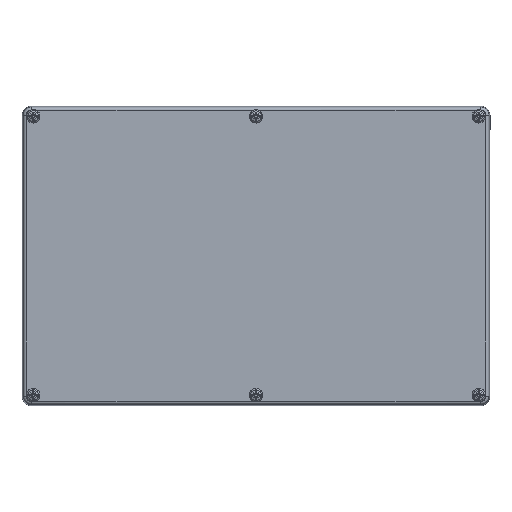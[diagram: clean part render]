
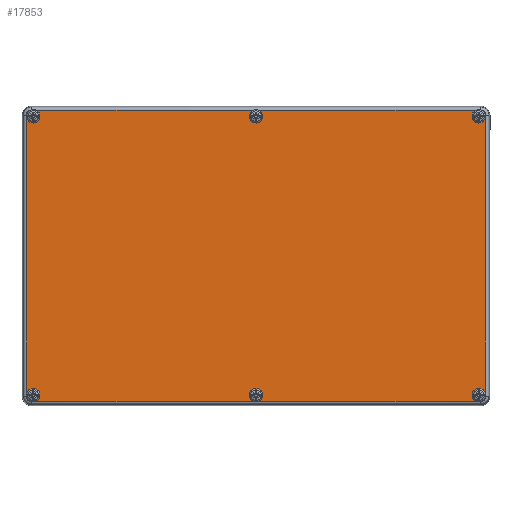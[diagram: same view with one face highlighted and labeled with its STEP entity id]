
A CAD part, top view. The second image highlights one B-rep face of the part: STEP entity #17853.
In plain terms, the highlighted face is planar.
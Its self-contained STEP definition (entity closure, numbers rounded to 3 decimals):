
#15671=CARTESIAN_POINT('',(117.704,-77.859,-75.));
#15672=VERTEX_POINT('',#15671);
#15686=CARTESIAN_POINT('',(120.351,-77.837,-75.0));
#15687=VERTEX_POINT('',#15686);
#15688=CARTESIAN_POINT('',(119.,-74.5,-75.0));
#15689=DIRECTION('',(0.0,0.0,1.0));
#15690=DIRECTION('',(1.0,0.0,0.0));
#15691=AXIS2_PLACEMENT_3D('',#15688,#15689,#15690);
#15692=CIRCLE('',#15691,3.6);
#15693=EDGE_CURVE('',#15687,#15672,#15692,.T.);
#15733=CARTESIAN_POINT('',(-1.296,-77.859,-75.0));
#15734=VERTEX_POINT('',#15733);
#15735=CARTESIAN_POINT('',(1.296,-77.859,-75.0));
#15736=VERTEX_POINT('',#15735);
#15750=CARTESIAN_POINT('',(0.,-74.5,-75.0));
#15751=DIRECTION('',(0.0,0.0,1.0));
#15752=DIRECTION('',(1.0,0.0,0.0));
#15753=AXIS2_PLACEMENT_3D('',#15750,#15751,#15752);
#15754=CIRCLE('',#15753,3.6);
#15755=EDGE_CURVE('',#15736,#15734,#15754,.T.);
#15790=CARTESIAN_POINT('',(-117.704,-77.859,-75.0));
#15791=VERTEX_POINT('',#15790);
#15803=CARTESIAN_POINT('',(-120.351,-77.837,-75.0));
#15804=VERTEX_POINT('',#15803);
#15812=CARTESIAN_POINT('',(-119.,-74.5,-75.0));
#15813=DIRECTION('',(0.0,0.0,1.0));
#15814=DIRECTION('',(1.0,0.0,0.0));
#15815=AXIS2_PLACEMENT_3D('',#15812,#15813,#15814);
#15816=CIRCLE('',#15815,3.6);
#15817=EDGE_CURVE('',#15791,#15804,#15816,.T.);
#15852=CARTESIAN_POINT('',(-120.351,77.837,-75.));
#15853=VERTEX_POINT('',#15852);
#15861=CARTESIAN_POINT('',(-117.704,77.859,-75.));
#15862=VERTEX_POINT('',#15861);
#15874=CARTESIAN_POINT('',(-119.,74.5,-75.0));
#15875=DIRECTION('',(0.0,0.0,1.0));
#15876=DIRECTION('',(1.0,0.0,0.0));
#15877=AXIS2_PLACEMENT_3D('',#15874,#15875,#15876);
#15878=CIRCLE('',#15877,3.6);
#15879=EDGE_CURVE('',#15853,#15862,#15878,.T.);
#15912=CARTESIAN_POINT('',(1.296,77.859,-75.));
#15913=VERTEX_POINT('',#15912);
#15914=CARTESIAN_POINT('',(-1.296,77.859,-75.));
#15915=VERTEX_POINT('',#15914);
#15929=CARTESIAN_POINT('',(0.,74.5,-75.0));
#15930=DIRECTION('',(0.0,0.0,1.0));
#15931=DIRECTION('',(1.0,0.0,0.0));
#15932=AXIS2_PLACEMENT_3D('',#15929,#15930,#15931);
#15933=CIRCLE('',#15932,3.6);
#15934=EDGE_CURVE('',#15915,#15913,#15933,.T.);
#15969=CARTESIAN_POINT('',(117.704,77.859,-75.0));
#15970=VERTEX_POINT('',#15969);
#15982=CARTESIAN_POINT('',(120.351,77.837,-75.0));
#15983=VERTEX_POINT('',#15982);
#15991=CARTESIAN_POINT('',(119.,74.5,-75.0));
#15992=DIRECTION('',(0.0,0.0,1.0));
#15993=DIRECTION('',(1.0,0.0,0.0));
#15994=AXIS2_PLACEMENT_3D('',#15991,#15992,#15993);
#15995=CIRCLE('',#15994,3.6);
#15996=EDGE_CURVE('',#15970,#15983,#15995,.T.);
#16055=CARTESIAN_POINT('',(-117.704,-77.859,-75.0));
#16056=DIRECTION('',(1.0,0.0,0.0));
#16057=VECTOR('',#16056,116.407);
#16058=LINE('',#16055,#16057);
#16059=EDGE_CURVE('',#15791,#15734,#16058,.T.);
#16062=CARTESIAN_POINT('',(1.296,-77.859,-75.0));
#16063=DIRECTION('',(1.0,0.0,0.0));
#16064=VECTOR('',#16063,116.407);
#16065=LINE('',#16062,#16064);
#16066=EDGE_CURVE('',#15736,#15672,#16065,.T.);
#17532=CARTESIAN_POINT('',(122.859,-75.,-75.0));
#17533=VERTEX_POINT('',#17532);
#17534=CARTESIAN_POINT('',(120.0,-75.,-75.0));
#17535=DIRECTION('',(0.0,0.0,1.0));
#17536=DIRECTION('',(0.707,-0.707,0.0));
#17537=AXIS2_PLACEMENT_3D('',#17534,#17535,#17536);
#17538=CIRCLE('',#17537,2.859);
#17539=EDGE_CURVE('',#15687,#17533,#17538,.T.);
#17566=CARTESIAN_POINT('',(122.859,75.,-75.0));
#17567=VERTEX_POINT('',#17566);
#17584=CARTESIAN_POINT('',(122.859,-75.,-75.0));
#17585=DIRECTION('',(0.0,1.0,0.0));
#17586=VECTOR('',#17585,150.);
#17587=LINE('',#17584,#17586);
#17588=EDGE_CURVE('',#17533,#17567,#17587,.T.);
#17616=CARTESIAN_POINT('',(120.0,75.,-75.0));
#17617=DIRECTION('',(0.0,0.0,1.0));
#17618=DIRECTION('',(0.707,0.707,0.0));
#17619=AXIS2_PLACEMENT_3D('',#17616,#17617,#17618);
#17620=CIRCLE('',#17619,2.859);
#17621=EDGE_CURVE('',#17567,#15983,#17620,.T.);
#17649=CARTESIAN_POINT('',(117.704,77.859,-75.0));
#17650=DIRECTION('',(-1.0,0.0,0.0));
#17651=VECTOR('',#17650,116.407);
#17652=LINE('',#17649,#17651);
#17653=EDGE_CURVE('',#15970,#15913,#17652,.T.);
#17656=CARTESIAN_POINT('',(-1.296,77.859,-75.0));
#17657=DIRECTION('',(-1.0,0.0,0.0));
#17658=VECTOR('',#17657,116.407);
#17659=LINE('',#17656,#17658);
#17660=EDGE_CURVE('',#15915,#15862,#17659,.T.);
#17671=CARTESIAN_POINT('',(-122.859,75.,-75.0));
#17672=VERTEX_POINT('',#17671);
#17673=CARTESIAN_POINT('',(-120.0,75.,-75.0));
#17674=DIRECTION('',(0.0,0.0,1.0));
#17675=DIRECTION('',(-0.707,0.707,0.0));
#17676=AXIS2_PLACEMENT_3D('',#17673,#17674,#17675);
#17677=CIRCLE('',#17676,2.859);
#17678=EDGE_CURVE('',#15853,#17672,#17677,.T.);
#17705=CARTESIAN_POINT('',(-122.859,-75.,-75.0));
#17706=VERTEX_POINT('',#17705);
#17723=CARTESIAN_POINT('',(-122.859,75.,-75.0));
#17724=DIRECTION('',(0.0,-1.0,0.0));
#17725=VECTOR('',#17724,150.);
#17726=LINE('',#17723,#17725);
#17727=EDGE_CURVE('',#17672,#17706,#17726,.T.);
#17747=CARTESIAN_POINT('',(-120.0,-75.,-75.0));
#17748=DIRECTION('',(0.0,0.0,1.0));
#17749=DIRECTION('',(-0.707,-0.707,0.0));
#17750=AXIS2_PLACEMENT_3D('',#17747,#17748,#17749);
#17751=CIRCLE('',#17750,2.859);
#17752=EDGE_CURVE('',#17706,#15804,#17751,.T.);
#17830=CARTESIAN_POINT('',(0.,0.,-75.0));
#17831=DIRECTION('',(0.0,0.0,1.0));
#17832=DIRECTION('',(1.0,0.0,0.0));
#17833=AXIS2_PLACEMENT_3D('',#17830,#17831,#17832);
#17834=PLANE('',#17833);
#17835=ORIENTED_EDGE('',*,*,#15693,.T.);
#17836=ORIENTED_EDGE('',*,*,#16066,.F.);
#17837=ORIENTED_EDGE('',*,*,#15755,.T.);
#17838=ORIENTED_EDGE('',*,*,#16059,.F.);
#17839=ORIENTED_EDGE('',*,*,#15817,.T.);
#17840=ORIENTED_EDGE('',*,*,#17752,.F.);
#17841=ORIENTED_EDGE('',*,*,#17727,.F.);
#17842=ORIENTED_EDGE('',*,*,#17678,.F.);
#17843=ORIENTED_EDGE('',*,*,#15879,.T.);
#17844=ORIENTED_EDGE('',*,*,#17660,.F.);
#17845=ORIENTED_EDGE('',*,*,#15934,.T.);
#17846=ORIENTED_EDGE('',*,*,#17653,.F.);
#17847=ORIENTED_EDGE('',*,*,#15996,.T.);
#17848=ORIENTED_EDGE('',*,*,#17621,.F.);
#17849=ORIENTED_EDGE('',*,*,#17588,.F.);
#17850=ORIENTED_EDGE('',*,*,#17539,.F.);
#17851=EDGE_LOOP('',(#17835,#17836,#17837,#17838,#17839,#17840,#17841,#17842,#17843,#17844,#17845,#17846,#17847,#17848,#17849,#17850));
#17852=FACE_OUTER_BOUND('',#17851,.T.);
#17853=ADVANCED_FACE('',(#17852),#17834,.F.);
